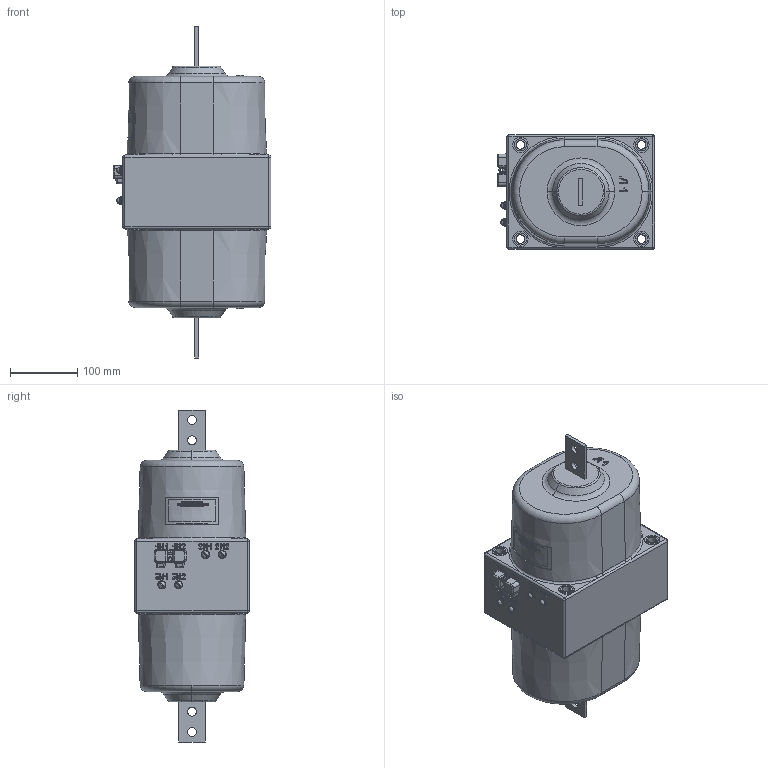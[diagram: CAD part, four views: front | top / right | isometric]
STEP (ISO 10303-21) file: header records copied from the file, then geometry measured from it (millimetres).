
FILE_DESCRIPTION (( 'STEP AP203' ), '1' );
FILE_NAME ('ÒÏÎË-10Ì-3 300À â ãàá. ÒÏÎË-10Ì-4.STEP', '2017-06-13T11:19:20', ( '' ), ( '' ), 'SwSTEP 2.0', 'SolidWorks 2010', '' );
FILE_SCHEMA (( 'CONFIG_CONTROL_DESIGN' ));
Products named in the file (1): ÒÏÎË-10Ì-3 300À â ãàá. ÒÏÎË-10Ì-4
Bounding box: 234.5 x 170 x 494 mm (x, y, z)
Surface area: 348867.4 mm2 (no closed solid volume)
Topology: 0 solids, 58 shells, 654 faces, 4170 edges, 3556 vertices
Faces by surface type: plane 233, bspline 160, cylinder 117, cone 100, sphere 24, torus 20
Entity records: 54638 total; most frequent: CARTESIAN_POINT 28362, ORIENTED_EDGE 5437, EDGE_CURVE 4159, DIRECTION 3566, VERTEX_POINT 3556, B_SPLINE_CURVE_WITH_KNOTS 2120, VECTOR 1358, LINE 1358
